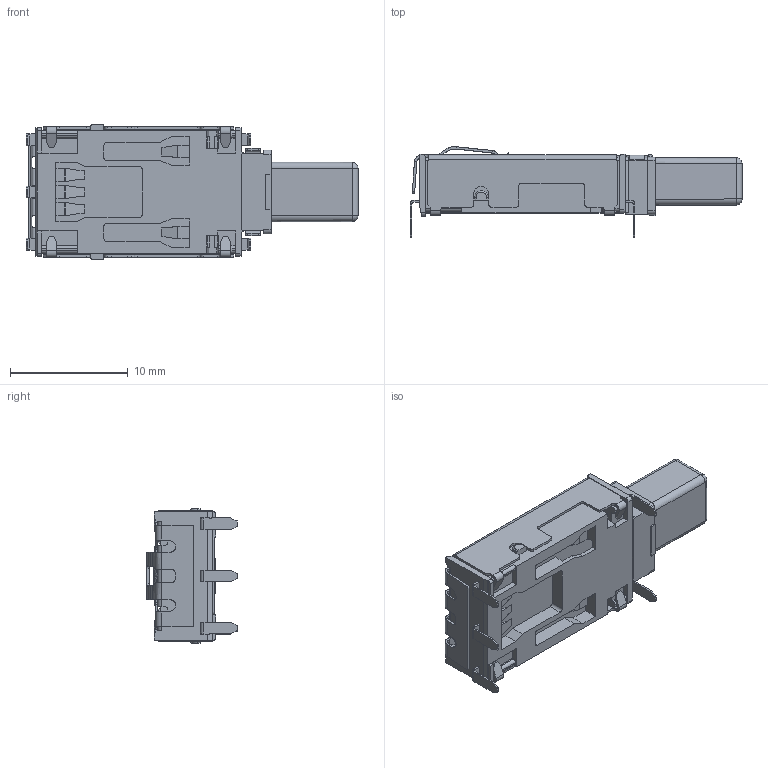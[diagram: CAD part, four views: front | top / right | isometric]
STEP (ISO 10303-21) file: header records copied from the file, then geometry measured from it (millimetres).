
FILE_DESCRIPTION((''),'2;1');
FILE_NAME('ELUMEETHXXCO2_SW0001_PRT','2011-08-25T',('cbachill'),(''),'PRO/ENGINEER BY PARAMETRIC TECHNOLOGY CORPORATION, 2010480','PRO/ENGINEER BY PARAMETRIC TECHNOLOGY CORPORATION, 2010480','');
FILE_SCHEMA(('AUTOMOTIVE_DESIGN_CC2 { 1 2 10303 214 -1 1 5 2 }'));
Length unit declared in the file: inch
Products named in the file (1): ELUMEETHXXCO2_SW0001_PRT
Bounding box: 28.14 x 7.68 x 11.43 mm (x, y, z)
Volume: 800.2 mm3; surface area: 2172.6 mm2
Topology: 1 solids, 1 shells, 1025 faces, 2728 edges, 1685 vertices
Faces by surface type: plane 631, cylinder 263, extrusion 47, bspline 44, torus 21, sphere 10, cone 9
Entity records: 33712 total; most frequent: CARTESIAN_POINT 8604, ORIENTED_EDGE 5456, DIRECTION 4853, EDGE_CURVE 2728, VECTOR 1979, LINE 1932, VERTEX_POINT 1685, AXIS2_PLACEMENT_3D 1437
